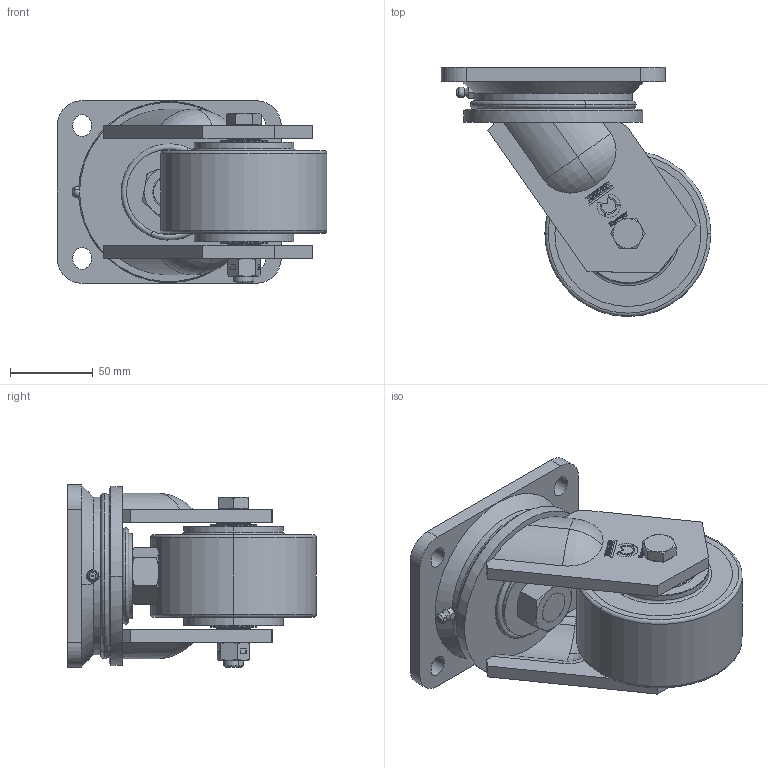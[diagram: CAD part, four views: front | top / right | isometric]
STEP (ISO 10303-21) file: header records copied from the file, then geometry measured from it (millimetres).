
FILE_DESCRIPTION (( 'STEP AP214' ), '1' );
FILE_NAME ('0010117_L-HB-PUZG-100-K-3.STEP', '2015-09-11T11:35:35', ( '' ), ( '' ), 'SwSTEP 2.0', 'SolidWorks 2014', '' );
FILE_SCHEMA (( 'AUTOMOTIVE_DESIGN' ));
Length unit declared in the file: millimetre
Products named in the file (1): 0010117_L-HB-PUZG-100-K-3
Bounding box: 162.5 x 150 x 110 mm (x, y, z)
Surface area: 199175.9 mm2 (no closed solid volume)
Topology: 0 solids, 22 shells, 827 faces, 2098 edges, 1359 vertices
Faces by surface type: plane 385, bspline 208, cylinder 111, cone 71, torus 50, sphere 2
Entity records: 39602 total; most frequent: CARTESIAN_POINT 11694, ORIENTED_EDGE 4154, DIRECTION 3227, EDGE_CURVE 2093, VERTEX_POINT 1358, VECTOR 1183, LINE 1183, AXIS2_PLACEMENT_3D 1022
